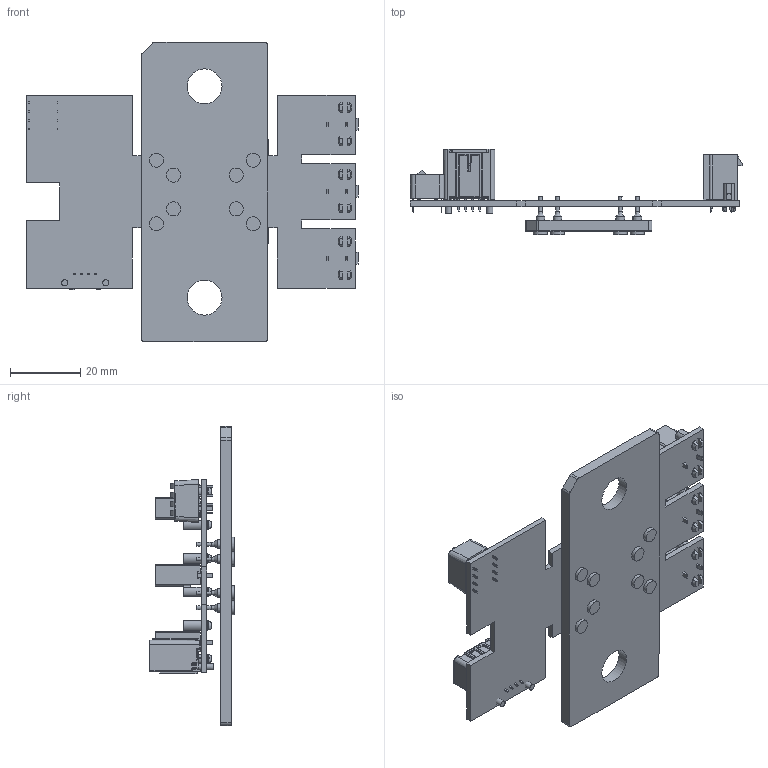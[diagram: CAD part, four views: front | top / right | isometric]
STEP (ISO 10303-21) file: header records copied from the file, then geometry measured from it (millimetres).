
FILE_DESCRIPTION(/* description */ (''),/* implementation_level */ '2;1');
FILE_NAME(/* name */ 'SFP200CAASY-MP1.step',/* time_stamp */ '2017-03-31T15:33:56-04:00',/* author */ (''),/* organization */ (''),/* preprocessor_version */ 'ST-DEVELOPER v16.5',/* originating_system */ 'Autodesk Translation Framework v5.2.0.2920',/* authorisation */ '');
FILE_SCHEMA (('AUTOMOTIVE_DESIGN { 1 0 10303 214 3 1 1 }'));
Products named in the file (5): SFP200CAASY-MP1 v4; connectors; shunt; PCB; pins
Assembly tree (4 placements, depth 2):
  SFP200CAASY-MP1 v4
    connectors
    shunt
    PCB
    pins
Bounding box: 94.23 x 24.3 x 85 mm (x, y, z)
Volume: 18253.9 mm3; surface area: 21747.8 mm2
Topology: 23 solids, 23 shells, 1591 faces, 4179 edges, 2653 vertices
Faces by surface type: plane 1134, cylinder 296, bspline 85, sphere 38, cone 36, torus 2
Full cylindrical faces by diameter (mm): 0.82 x4, 1.2 x8, 1.76 x2, 2.5 x8, 4 x8, 9.9 x2
Entity records: 55111 total; most frequent: CARTESIAN_POINT 16137, ORIENTED_EDGE 8178, DIRECTION 7660, EDGE_CURVE 4081, LINE 3260, VECTOR 3260, VERTEX_POINT 2643, AXIS2_PLACEMENT_3D 2200
